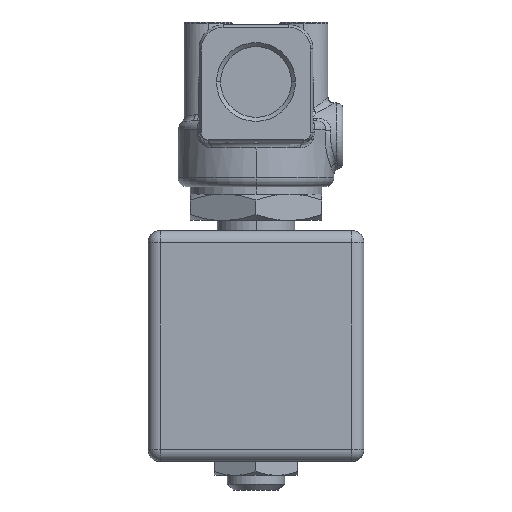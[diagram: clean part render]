
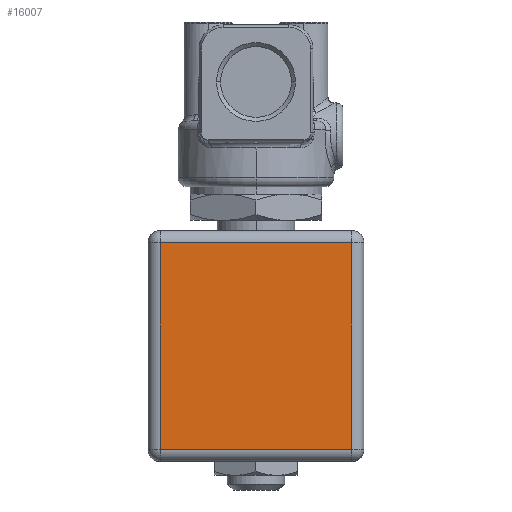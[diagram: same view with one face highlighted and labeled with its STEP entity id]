
A CAD part, left-side view. The second image highlights one B-rep face of the part: STEP entity #16007.
In plain terms, the highlighted planar face has unit normal (-1, 0, 0).
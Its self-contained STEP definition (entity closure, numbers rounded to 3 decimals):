
#2691=DIRECTION('',(0.,-1.,0.));
#2692=VECTOR('',#2691,32.);
#2693=CARTESIAN_POINT('',(-23.5,16.,-61.3));
#2694=LINE('',#2693,#2692);
#2699=DIRECTION('',(0.,0.,1.));
#2700=VECTOR('',#2699,34.5);
#2701=CARTESIAN_POINT('',(-23.5,16.,-61.3));
#2702=LINE('',#2701,#2700);
#2703=DIRECTION('',(0.,-1.,0.));
#2704=VECTOR('',#2703,32.);
#2705=CARTESIAN_POINT('',(-23.5,16.,-26.8));
#2706=LINE('',#2705,#2704);
#2746=DIRECTION('',(0.,0.,1.));
#2747=VECTOR('',#2746,34.5);
#2748=CARTESIAN_POINT('',(-23.5,-16.,-61.3));
#2749=LINE('',#2748,#2747);
#9205=CARTESIAN_POINT('',(-23.5,16.,-61.3));
#9206=VERTEX_POINT('',#9205);
#9207=CARTESIAN_POINT('',(-23.5,16.,-26.8));
#9208=VERTEX_POINT('',#9207);
#9209=CARTESIAN_POINT('',(-23.5,-16.,-26.8));
#9210=VERTEX_POINT('',#9209);
#9211=CARTESIAN_POINT('',(-23.5,-16.,-61.3));
#9212=VERTEX_POINT('',#9211);
#15994=CARTESIAN_POINT('',(-23.5,0.,-44.05));
#15995=DIRECTION('',(1.,0.,0.));
#15996=DIRECTION('',(0.,0.,-1.));
#15997=AXIS2_PLACEMENT_3D('',#15994,#15995,#15996);
#15998=PLANE('',#15997);
#15999=ORIENTED_EDGE('',*,*,#15977,.F.);
#16000=ORIENTED_EDGE('',*,*,#15940,.T.);
#16002=ORIENTED_EDGE('',*,*,#16001,.T.);
#16004=ORIENTED_EDGE('',*,*,#16003,.F.);
#16005=EDGE_LOOP('',(#15999,#16000,#16002,#16004));
#16006=FACE_OUTER_BOUND('',#16005,.F.);
#15940=EDGE_CURVE('',#9206,#9208,#2702,.T.);
#15977=EDGE_CURVE('',#9206,#9212,#2694,.T.);
#16001=EDGE_CURVE('',#9208,#9210,#2706,.T.);
#16003=EDGE_CURVE('',#9212,#9210,#2749,.T.);
#16007=ADVANCED_FACE('',(#16006),#15998,.F.);
